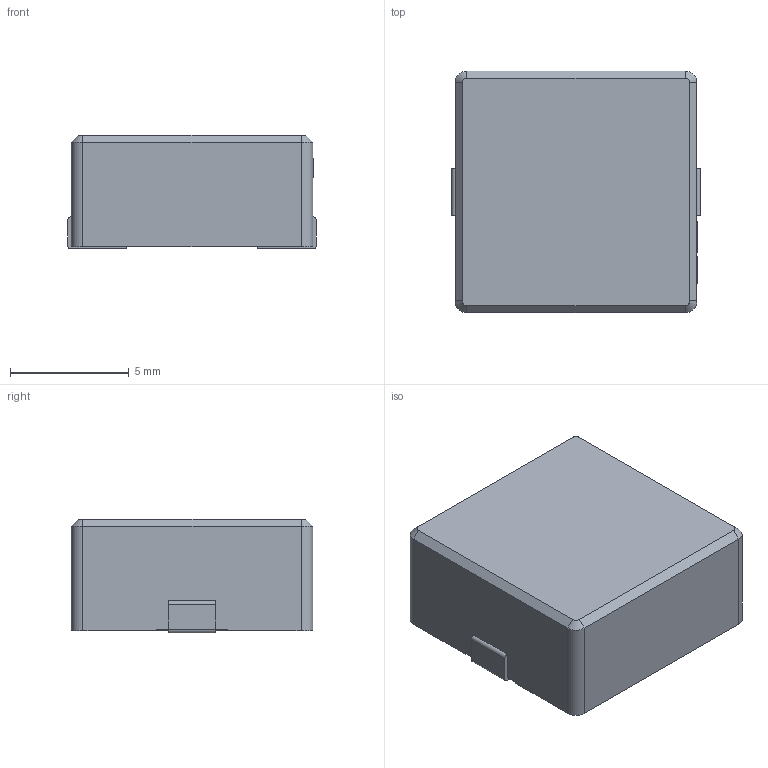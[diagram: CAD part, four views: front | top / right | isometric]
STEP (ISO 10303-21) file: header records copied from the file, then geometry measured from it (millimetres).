
FILE_DESCRIPTION (( 'STEP AP214' ), '1' );
FILE_NAME ('IND-SMD_L10.2-W10.2-LS10.5.step', '2022-07-08T23:25:42', ( '' ), ( '' ), 'SwSTEP 2.0', 'SolidWorks 2020', '' );
FILE_SCHEMA (( 'AUTOMOTIVE_DESIGN' ));
Length unit declared in the file: millimetre
Products named in the file (1): IND-SMD_L10.2-W10.2-LS10.5
Bounding box: 10.5 x 10.2 x 4.8 mm (x, y, z)
Volume: 487.5 mm3; surface area: 393.3 mm2
Topology: 1 solids, 1 shells, 323 faces, 877 edges, 582 vertices
Faces by surface type: plane 199, bspline 112, cylinder 8, cone 4
Entity records: 14239 total; most frequent: CARTESIAN_POINT 3887, ORIENTED_EDGE 1754, DIRECTION 1093, EDGE_CURVE 877, VECTOR 629, LINE 629, VERTEX_POINT 582, EDGE_LOOP 349
